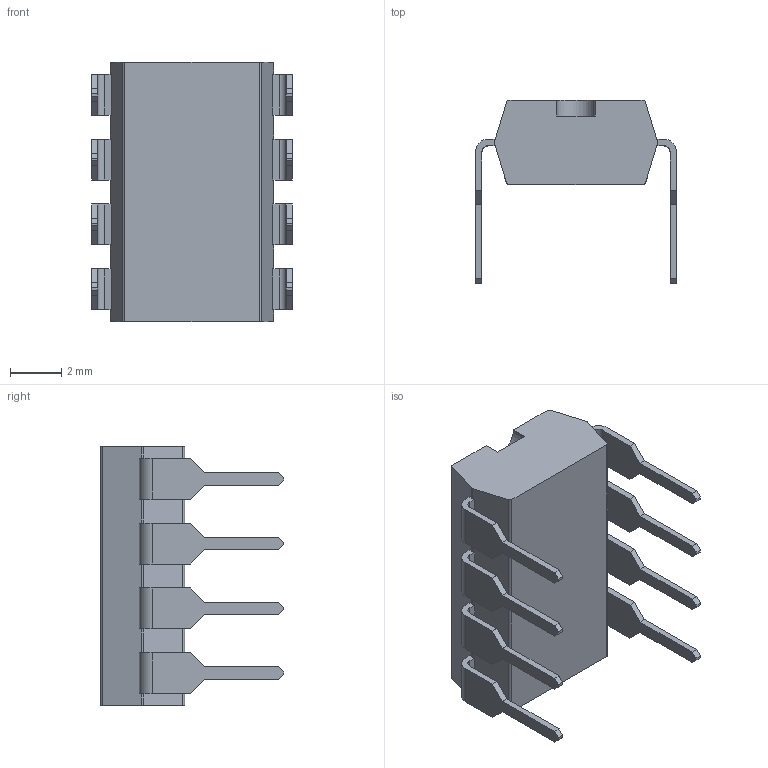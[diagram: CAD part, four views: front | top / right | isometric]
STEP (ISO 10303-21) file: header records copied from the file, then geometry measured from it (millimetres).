
FILE_DESCRIPTION(/* description */ (''),/* implementation_level */ '2;1');
FILE_NAME(/* name */ 'IC_4P.stp',/* time_stamp */ '2017-10-22T20:55:10+02:00',/* author */ ('Alex'),/* organization */ (''),/* preprocessor_version */ 'ST-DEVELOPER v16.5',/* originating_system */ 'Autodesk Inventor 2017',/* authorisation */ '');
FILE_SCHEMA (('AUTOMOTIVE_DESIGN { 1 0 10303 214 3 1 1 }'));
Length unit declared in the file: millimetre
Products named in the file (1): IC_4P
Bounding box: 7.87 x 7.17 x 10.16 mm (x, y, z)
Volume: 208.8 mm3; surface area: 334.4 mm2
Topology: 1 solids, 1 shells, 145 faces, 427 edges, 285 vertices
Faces by surface type: plane 113, cylinder 31, sphere 1
Entity records: 4943 total; most frequent: CARTESIAN_POINT 858, ORIENTED_EDGE 854, DIRECTION 782, EDGE_CURVE 427, LINE 364, VECTOR 364, VERTEX_POINT 285, AXIS2_PLACEMENT_3D 209
